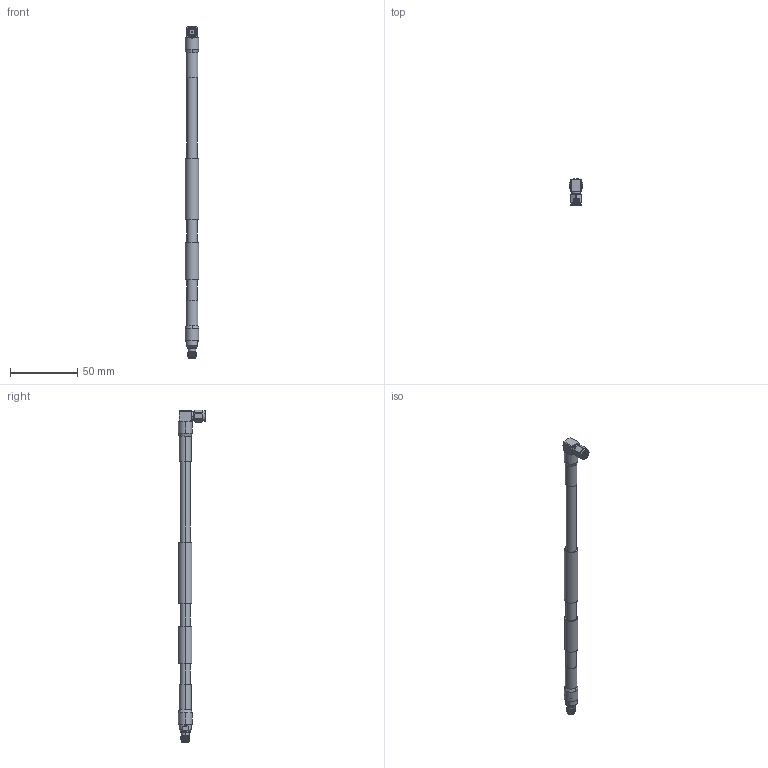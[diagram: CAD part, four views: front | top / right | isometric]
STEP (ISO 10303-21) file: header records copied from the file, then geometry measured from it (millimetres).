
FILE_DESCRIPTION (( 'STEP AP214' ), '1' );
FILE_NAME ('FMCA2279.step', '2021-02-09T19:12:06', ( '' ), ( '' ), 'SwSTEP 2.0', 'SolidWorks 2018', '' );
FILE_SCHEMA (( 'AUTOMOTIVE_DESIGN' ));
Length unit declared in the file: inch
Products named in the file (5): FMCN1719^FMCA2279; FMCA2279; FM-1/4SFHC^FMCA2279; Heat Shrink^FMCA2279; FMCN1720^FMCA2279
Assembly tree (5 placements, depth 2):
  FMCA2279
    FM-1/4SFHC^FMCA2279
    Heat Shrink^FMCA2279  x2
    FMCN1719^FMCA2279
    FMCN1720^FMCA2279
Bounding box: 10.05 x 20.03 x 245.96 mm (x, y, z)
Volume: 15517.5 mm3; surface area: 8489.7 mm2
Topology: 5 solids, 5 shells, 206 faces, 479 edges, 304 vertices
Faces by surface type: cylinder 97, plane 57, cone 38, bspline 12, torus 2
Entity records: 9093 total; most frequent: CARTESIAN_POINT 4504, ORIENTED_EDGE 922, DIRECTION 913, EDGE_CURVE 461, AXIS2_PLACEMENT_3D 380, VERTEX_POINT 292, EDGE_LOOP 221, FACE_OUTER_BOUND 198
